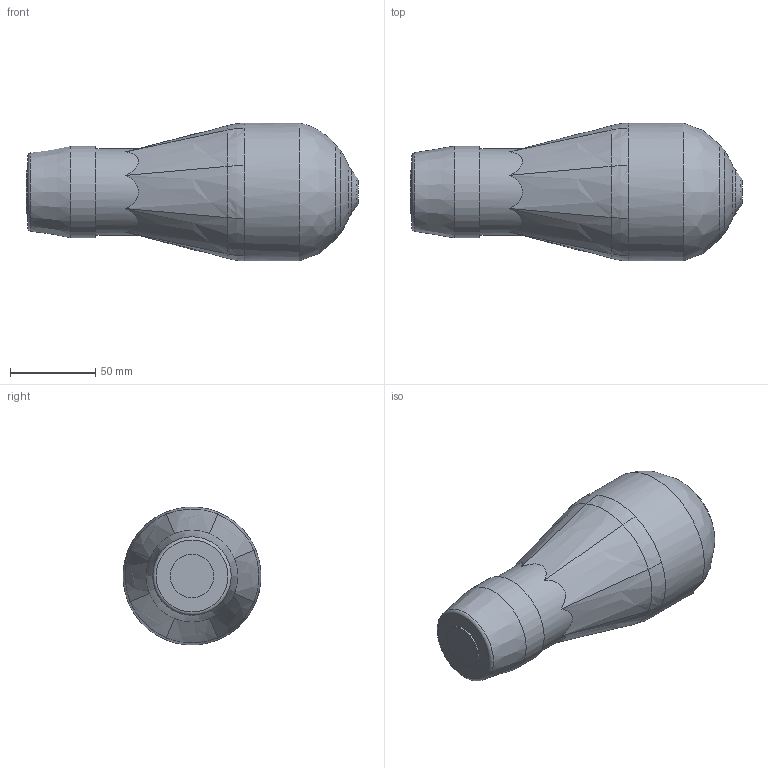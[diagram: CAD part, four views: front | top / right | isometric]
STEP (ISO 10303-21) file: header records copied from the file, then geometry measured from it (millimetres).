
FILE_DESCRIPTION(/* description */ (''),/* implementation_level */ '2;1');
FILE_NAME(/* name */ '3d_LVFSN1B05.stp',/* time_stamp */ '2019-05-31T13:40:38+02:00',/* author */ ('Andrzej'),/* organization */ (''),/* preprocessor_version */ 'ST-DEVELOPER v16.13',/* originating_system */ 'AutoCAD Mechanical',/* authorisation */ '');
FILE_SCHEMA (('AUTOMOTIVE_DESIGN { 1 0 10303 214 3 1 1 }'));
Length unit declared in the file: millimetre
Products named in the file (1): Product
Bounding box: 195 x 81 x 81 mm (x, y, z)
Volume: 630170.2 mm3; surface area: 42763.8 mm2
Topology: 1 solids, 1 shells, 32 faces, 72 edges, 44 vertices
Faces by surface type: bspline 18, cylinder 4, plane 4, torus 3, cone 3
Full cylindrical faces by diameter (mm): 25.6 x1, 51 x1, 53.877 x1, 81 x1
Entity records: 1953 total; most frequent: CARTESIAN_POINT 1381, ORIENTED_EDGE 120, DIRECTION 74, EDGE_CURVE 60, EDGE_LOOP 44, VERTEX_POINT 42, AXIS2_PLACEMENT_3D 33, FACE_OUTER_BOUND 32
